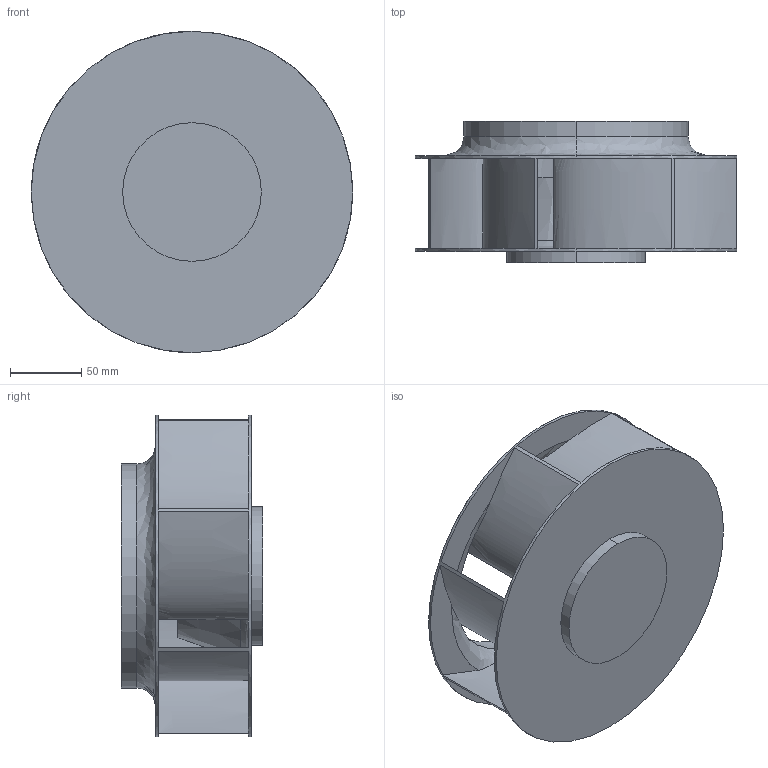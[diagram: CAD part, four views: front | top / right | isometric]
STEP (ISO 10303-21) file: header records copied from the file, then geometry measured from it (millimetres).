
FILE_DESCRIPTION (( 'STEP AP214' ), '1' );
FILE_NAME ('KFB2348HHU-EP_Dummy.STEP', '2018-09-28T03:40:11', ( '' ), ( '' ), 'SwSTEP 2.0', 'SolidWorks 2016', '' );
FILE_SCHEMA (( 'AUTOMOTIVE_DESIGN' ));
Length unit declared in the file: millimetre
Products named in the file (1): KFB2348HHU-EP_Dummy
Bounding box: 225 x 99 x 225 mm (x, y, z)
Volume: 732518.2 mm3; surface area: 236863.4 mm2
Topology: 1 solids, 1 shells, 56 faces, 179 edges, 113 vertices
Faces by surface type: bspline 33, plane 13, cylinder 8, cone 2
Entity records: 5883 total; most frequent: CARTESIAN_POINT 4510, ORIENTED_EDGE 344, DIRECTION 195, EDGE_CURVE 172, VERTEX_POINT 113, AXIS2_PLACEMENT_3D 74, EDGE_LOOP 65, B_SPLINE_CURVE_WITH_KNOTS 63
